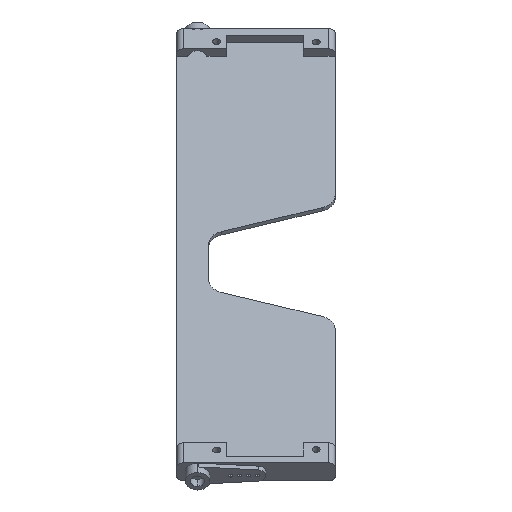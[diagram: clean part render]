
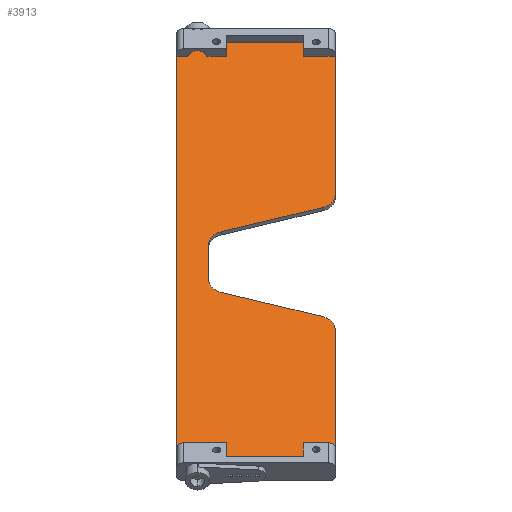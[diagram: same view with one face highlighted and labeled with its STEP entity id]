
A CAD part, left-side view. The second image highlights one B-rep face of the part: STEP entity #3913.
In plain terms, the highlighted planar face has unit normal (-0.707, 0, 0.707).
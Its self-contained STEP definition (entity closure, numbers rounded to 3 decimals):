
#12 = CARTESIAN_POINT ( 'NONE',  ( -45.304, -7.801, -32.169 ) ) ;
#126 = ORIENTED_EDGE ( 'NONE', *, *, #2687, .T. ) ;
#133 = ORIENTED_EDGE ( 'NONE', *, *, #2708, .T. ) ;
#143 = LINE ( 'NONE', #1381, #1574 ) ;
#163 = CARTESIAN_POINT ( 'NONE',  ( -96.248, 22.199, -83.113 ) ) ;
#228 = VERTEX_POINT ( 'NONE', #2233 ) ;
#264 = ORIENTED_EDGE ( 'NONE', *, *, #2352, .T. ) ;
#290 = DIRECTION ( 'NONE',  ( 0., 1., 0. ) ) ;
#293 = CARTESIAN_POINT ( 'NONE',  ( 38.102, 22.199, 51.237 ) ) ;
#350 = LINE ( 'NONE', #12, #3113 ) ;
#359 = CIRCLE ( 'NONE', #3118, 6. ) ;
#402 = EDGE_CURVE ( 'NONE', #2829, #2067, #938, .T. ) ;
#439 = VERTEX_POINT ( 'NONE', #3969 ) ;
#476 = DIRECTION ( 'NONE',  ( 0.707, 0., 0.707 ) ) ;
#494 = DIRECTION ( 'NONE',  ( 0.707, 0., 0.707 ) ) ;
#514 = LINE ( 'NONE', #3503, #2914 ) ;
#537 = VECTOR ( 'NONE', #290, 1000. ) ;
#663 = LINE ( 'NONE', #3475, #1952 ) ;
#686 = VERTEX_POINT ( 'NONE', #696 ) ;
#696 = CARTESIAN_POINT ( 'NONE',  ( -26.307, 12.199, -13.172 ) ) ;
#714 = ORIENTED_EDGE ( 'NONE', *, *, #2659, .T. ) ;
#717 = DIRECTION ( 'NONE',  ( -0.707, 0., 0.707 ) ) ;
#769 = CARTESIAN_POINT ( 'NONE',  ( 38.102, -2.801, 51.237 ) ) ;
#771 = EDGE_CURVE ( 'NONE', #2829, #3643, #514, .T. ) ;
#785 = DIRECTION ( 'NONE',  ( 0., 1., 0. ) ) ;
#915 = EDGE_CURVE ( 'NONE', #2775, #3680, #3486, .T. ) ;
#931 = VERTEX_POINT ( 'NONE', #3087 ) ;
#938 = LINE ( 'NONE', #3022, #537 ) ;
#975 = CARTESIAN_POINT ( 'NONE',  ( -49.091, -23.715, -35.955 ) ) ;
#1000 = DIRECTION ( 'NONE',  ( 0.707, 0., -0.707 ) ) ;
#1209 = EDGE_CURVE ( 'NONE', #3680, #931, #663, .T. ) ;
#1374 = DIRECTION ( 'NONE',  ( 0.707, 0., 0.707 ) ) ;
#1381 = CARTESIAN_POINT ( 'NONE',  ( -18.499, -7.801, -5.364 ) ) ;
#1388 = CIRCLE ( 'NONE', #3627, 6. ) ;
#1414 = CARTESIAN_POINT ( 'NONE',  ( -37.496, 6.199, -24.361 ) ) ;
#1574 = VECTOR ( 'NONE', #3485, 1000. ) ;
#1627 = DIRECTION ( 'NONE',  ( 0.707, 0., 0.707 ) ) ;
#1678 = CARTESIAN_POINT ( 'NONE',  ( -31.902, 12.199, -18.766 ) ) ;
#1709 = AXIS2_PLACEMENT_3D ( 'NONE', #3164, #1000, #2234 ) ;
#1725 = ORIENTED_EDGE ( 'NONE', *, *, #402, .F. ) ;
#1742 = DIRECTION ( 'NONE',  ( 0.707, 0., 0.707 ) ) ;
#1894 = VECTOR ( 'NONE', #785, 1000. ) ;
#1952 = VECTOR ( 'NONE', #1627, 1000. ) ;
#2004 = DIRECTION ( 'NONE',  ( -0.707, 0., 0.707 ) ) ;
#2052 = EDGE_LOOP ( 'NONE', ( #1725, #2326, #126, #264, #3875, #3580, #133, #714, #2119, #3316, #2806, #3821 ) ) ;
#2067 = VERTEX_POINT ( 'NONE', #163 ) ;
#2103 = EDGE_CURVE ( 'NONE', #931, #2807, #3825, .T. ) ;
#2119 = ORIENTED_EDGE ( 'NONE', *, *, #915, .T. ) ;
#2169 = CARTESIAN_POINT ( 'NONE',  ( -29.073, 22.199, -15.938 ) ) ;
#2233 = CARTESIAN_POINT ( 'NONE',  ( -41.517, 8.113, -28.382 ) ) ;
#2234 = DIRECTION ( 'NONE',  ( 0., -1., 0. ) ) ;
#2326 = ORIENTED_EDGE ( 'NONE', *, *, #771, .T. ) ;
#2352 = EDGE_CURVE ( 'NONE', #2385, #228, #350, .T. ) ;
#2385 = VERTEX_POINT ( 'NONE', #975 ) ;
#2483 = AXIS2_PLACEMENT_3D ( 'NONE', #1414, #3244, #494 ) ;
#2528 = PLANE ( 'NONE',  #1709 ) ;
#2540 = EDGE_CURVE ( 'NONE', #439, #686, #2567, .T. ) ;
#2566 = EDGE_CURVE ( 'NONE', #228, #439, #3952, .T. ) ;
#2567 = LINE ( 'NONE', #1678, #2611 ) ;
#2611 = VECTOR ( 'NONE', #1374, 1000. ) ;
#2613 = CARTESIAN_POINT ( 'NONE',  ( -53.112, -21.801, -39.977 ) ) ;
#2659 = EDGE_CURVE ( 'NONE', #2988, #2775, #143, .T. ) ;
#2687 = EDGE_CURVE ( 'NONE', #3643, #2385, #359, .T. ) ;
#2708 = EDGE_CURVE ( 'NONE', #686, #2988, #1388, .T. ) ;
#2733 = VECTOR ( 'NONE', #3098, 1000. ) ;
#2775 = VERTEX_POINT ( 'NONE', #3007 ) ;
#2806 = ORIENTED_EDGE ( 'NONE', *, *, #2103, .T. ) ;
#2807 = VERTEX_POINT ( 'NONE', #293 ) ;
#2829 = VERTEX_POINT ( 'NONE', #3122 ) ;
#2914 = VECTOR ( 'NONE', #1742, 1000. ) ;
#2928 = EDGE_CURVE ( 'NONE', #2807, #2067, #3666, .T. ) ;
#2988 = VERTEX_POINT ( 'NONE', #3829 ) ;
#3007 = CARTESIAN_POINT ( 'NONE',  ( -14.712, -23.715, -1.577 ) ) ;
#3022 = CARTESIAN_POINT ( 'NONE',  ( -96.248, -2.801, -83.113 ) ) ;
#3087 = CARTESIAN_POINT ( 'NONE',  ( 38.102, -27.801, 51.237 ) ) ;
#3098 = DIRECTION ( 'NONE',  ( -0.707, 0., -0.707 ) ) ;
#3109 = CARTESIAN_POINT ( 'NONE',  ( -10.691, -21.801, 2.444 ) ) ;
#3113 = VECTOR ( 'NONE', #3403, 1000. ) ;
#3118 = AXIS2_PLACEMENT_3D ( 'NONE', #2613, #2004, #476 ) ;
#3122 = CARTESIAN_POINT ( 'NONE',  ( -96.248, -27.801, -83.113 ) ) ;
#3144 = FACE_OUTER_BOUND ( 'NONE', #2052, .T. ) ;
#3164 = CARTESIAN_POINT ( 'NONE',  ( -31.902, 114.837, -18.766 ) ) ;
#3244 = DIRECTION ( 'NONE',  ( 0.707, 0., -0.707 ) ) ;
#3284 = DIRECTION ( 'NONE',  ( 0.707, 0., 0.707 ) ) ;
#3296 = AXIS2_PLACEMENT_3D ( 'NONE', #3109, #717, #3732 ) ;
#3316 = ORIENTED_EDGE ( 'NONE', *, *, #1209, .T. ) ;
#3325 = CARTESIAN_POINT ( 'NONE',  ( -10.691, -27.801, 2.444 ) ) ;
#3403 = DIRECTION ( 'NONE',  ( 0.226, 0.948, 0.226 ) ) ;
#3475 = CARTESIAN_POINT ( 'NONE',  ( 13.705, -27.801, 26.841 ) ) ;
#3485 = DIRECTION ( 'NONE',  ( 0.226, -0.948, 0.226 ) ) ;
#3486 = CIRCLE ( 'NONE', #3296, 6. ) ;
#3503 = CARTESIAN_POINT ( 'NONE',  ( -74.68, -27.801, -61.545 ) ) ;
#3580 = ORIENTED_EDGE ( 'NONE', *, *, #2540, .T. ) ;
#3627 = AXIS2_PLACEMENT_3D ( 'NONE', #3924, #3970, #3284 ) ;
#3643 = VERTEX_POINT ( 'NONE', #3965 ) ;
#3666 = LINE ( 'NONE', #2169, #2733 ) ;
#3680 = VERTEX_POINT ( 'NONE', #3325 ) ;
#3732 = DIRECTION ( 'NONE',  ( 0.707, 0., 0.707 ) ) ;
#3821 = ORIENTED_EDGE ( 'NONE', *, *, #2928, .T. ) ;
#3825 = LINE ( 'NONE', #769, #1894 ) ;
#3829 = CARTESIAN_POINT ( 'NONE',  ( -22.286, 8.113, -9.151 ) ) ;
#3875 = ORIENTED_EDGE ( 'NONE', *, *, #2566, .T. ) ;
#3913 = ADVANCED_FACE ( 'NONE', ( #3144 ), #2528, .F. ) ;
#3924 = CARTESIAN_POINT ( 'NONE',  ( -26.307, 6.199, -13.172 ) ) ;
#3952 = CIRCLE ( 'NONE', #2483, 6. ) ;
#3965 = CARTESIAN_POINT ( 'NONE',  ( -53.112, -27.801, -39.977 ) ) ;
#3969 = CARTESIAN_POINT ( 'NONE',  ( -37.496, 12.199, -24.361 ) ) ;
#3970 = DIRECTION ( 'NONE',  ( 0.707, 0., -0.707 ) ) ;
